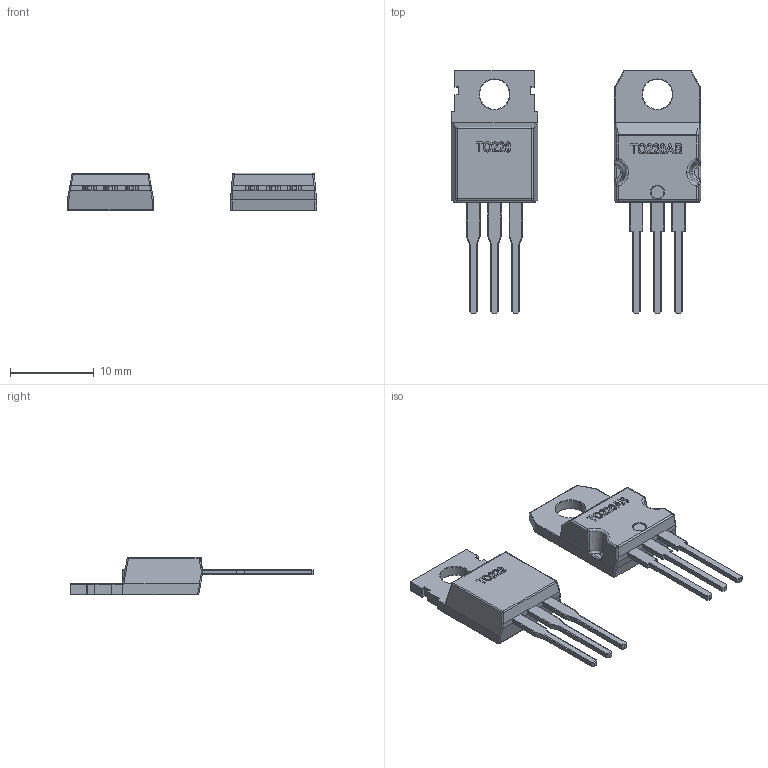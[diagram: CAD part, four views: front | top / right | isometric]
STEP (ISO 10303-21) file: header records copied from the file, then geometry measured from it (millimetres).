
FILE_DESCRIPTION (( 'STEP AP203' ), '1' );
FILE_NAME ('TO220 - TO220AB.STEP', '2015-05-01T09:46:09', ( 'NoiroSM250' ), ( '' ), 'SwSTEP 2.0', 'SolidWorks 2015', '' );
FILE_SCHEMA (( 'CONFIG_CONTROL_DESIGN' ));
Length unit declared in the file: millimetre
Products named in the file (5): TO220; TO220AB; TO220 - TO220AB
Assembly tree (2 placements, depth 2):
  TO220 - TO220AB
    TO220
    TO220AB
  TO220
  TO220AB
Bounding box: 29.78 x 29.14 x 4.51 mm (x, y, z)
Volume: 1141.8 mm3; surface area: 1822.8 mm2
Topology: 5 solids, 5 shells, 1021 faces, 2549 edges, 1572 vertices
Faces by surface type: plane 574, bspline 180, cylinder 154, torus 64, cone 41, sphere 8
Entity records: 39121 total; most frequent: CARTESIAN_POINT 15770, ORIENTED_EDGE 5094, DIRECTION 4233, EDGE_CURVE 2547, LINE 1611, VECTOR 1611, VERTEX_POINT 1572, AXIS2_PLACEMENT_3D 1311
